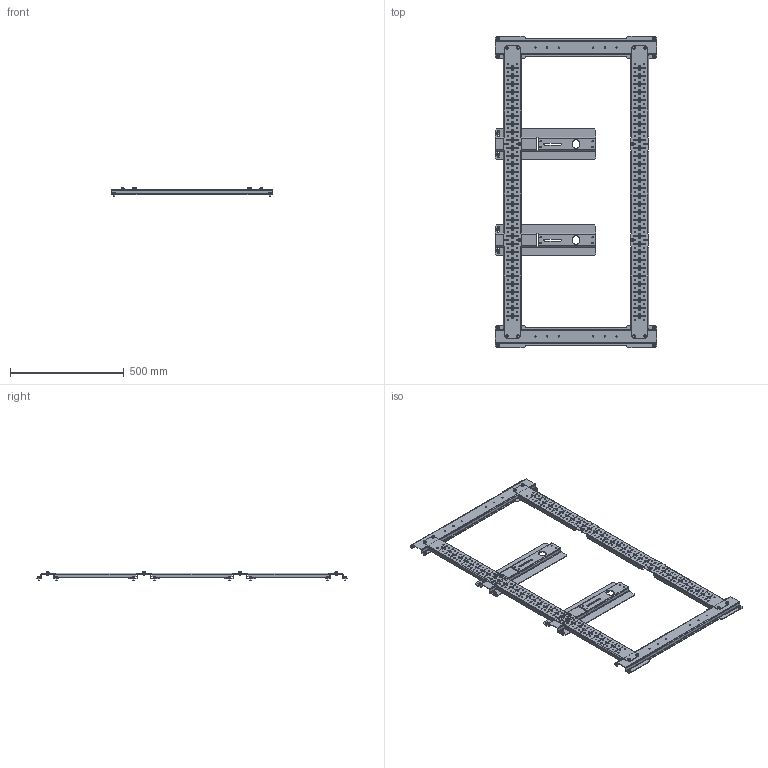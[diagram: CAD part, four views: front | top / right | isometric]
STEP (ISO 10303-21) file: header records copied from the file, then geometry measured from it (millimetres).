
FILE_DESCRIPTION(/* description */ (''),/* implementation_level */ '2;1');
FILE_NAME(/* name */ 'CTR_30W_step_31034703001a032_asm.stp_x_t.stp',/* time_stamp */ '2024-02-27T16:11:08+06:00',/* author */ (''),/* organization */ (''),/* preprocessor_version */ 'ST-DEVELOPER v16.7',/* originating_system */ 'SIEMENS PLM Software NX 12.0',/* authorisation */ '');
FILE_SCHEMA (('AUTOMOTIVE_DESIGN { 1 0 10303 214 3 1 1 1 }'));
Products named in the file (1): 409073A86454ihjh
Bounding box: 708.66 x 1368.86 x 36.96 mm (x, y, z)
Volume: 1381720.4 mm3; surface area: 1154534.8 mm2
Topology: 1 solids, 10 shells, 2081 faces, 5667 edges, 3652 vertices
Faces by surface type: plane 992, cylinder 947, cone 94, torus 48
Full cylindrical faces by diameter (mm): 6.477 x2, 13.208 x2
Entity records: 68207 total; most frequent: CARTESIAN_POINT 12551, DIRECTION 11829, ORIENTED_EDGE 11310, EDGE_CURVE 5655, AXIS2_PLACEMENT_3D 4240, VERTEX_POINT 3648, LINE 3349, VECTOR 3349
